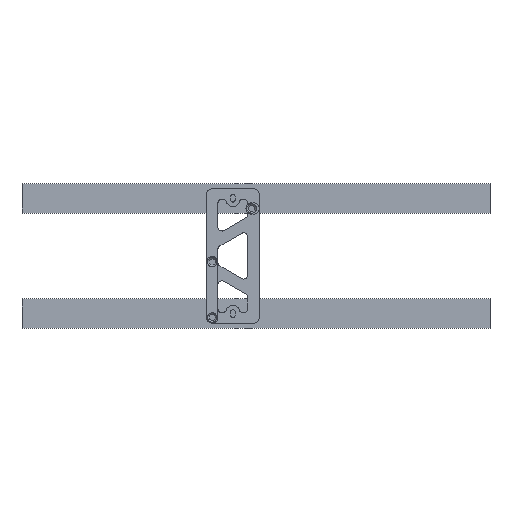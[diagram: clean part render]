
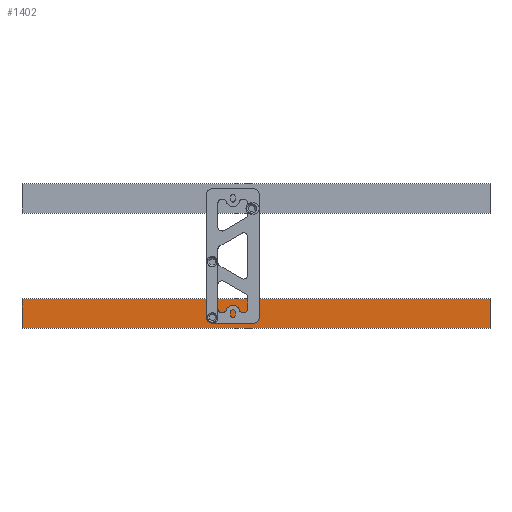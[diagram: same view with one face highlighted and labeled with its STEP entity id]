
A CAD part, top view. The second image highlights one B-rep face of the part: STEP entity #1402.
In plain terms, the highlighted planar face has unit normal (0, 0, 1).
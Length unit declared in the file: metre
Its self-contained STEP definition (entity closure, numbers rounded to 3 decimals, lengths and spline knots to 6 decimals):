
#148=ORIENTED_EDGE('',*,*,#546,.F.);
#149=ORIENTED_EDGE('',*,*,#550,.T.);
#150=ORIENTED_EDGE('',*,*,#553,.T.);
#151=ORIENTED_EDGE('',*,*,#556,.F.);
#546=EDGE_CURVE('',#755,#756,#897,.T.);
#550=EDGE_CURVE('',#755,#759,#901,.T.);
#553=EDGE_CURVE('',#759,#761,#904,.T.);
#556=EDGE_CURVE('',#756,#761,#907,.T.);
#755=VERTEX_POINT('',#2119);
#756=VERTEX_POINT('',#2120);
#759=VERTEX_POINT('',#2128);
#761=VERTEX_POINT('',#2134);
#897=LINE('',#2118,#1031);
#901=LINE('',#2127,#1035);
#904=LINE('',#2133,#1038);
#907=LINE('',#2139,#1041);
#1031=VECTOR('',#1672,1.);
#1035=VECTOR('',#1678,1.);
#1038=VECTOR('',#1683,1.);
#1041=VECTOR('',#1688,1.);
#1170=EDGE_LOOP('',(#148,#149,#150,#151));
#1265=FACE_BOUND('',#1170,.T.);
#1360=PLANE('',#1517);
#1402=ADVANCED_FACE('',(#1265),#1360,.T.);
#1517=AXIS2_PLACEMENT_3D('',#2142,#1692,#1693);
#1672=DIRECTION('',(1.,0.,0.));
#1678=DIRECTION('',(0.,-1.,0.));
#1683=DIRECTION('',(1.,0.,0.));
#1688=DIRECTION('',(0.,-1.,0.));
#1692=DIRECTION('',(0.,0.,1.));
#1693=DIRECTION('',(1.,0.,0.));
#2118=CARTESIAN_POINT('',(-0.011866,-0.078,-0.0025));
#2119=CARTESIAN_POINT('',(-0.1701,-0.078,-0.0025));
#2120=CARTESIAN_POINT('',(0.146369,-0.078,-0.0025));
#2127=CARTESIAN_POINT('',(-0.1701,-0.0815,-0.0025));
#2128=CARTESIAN_POINT('',(-0.1701,-0.098,-0.0025));
#2133=CARTESIAN_POINT('',(-0.011866,-0.098,-0.0025));
#2134=CARTESIAN_POINT('',(0.146369,-0.098,-0.0025));
#2139=CARTESIAN_POINT('',(0.146369,-0.0815,-0.0025));
#2142=CARTESIAN_POINT('',(-0.034331,-0.049,-0.0025));
